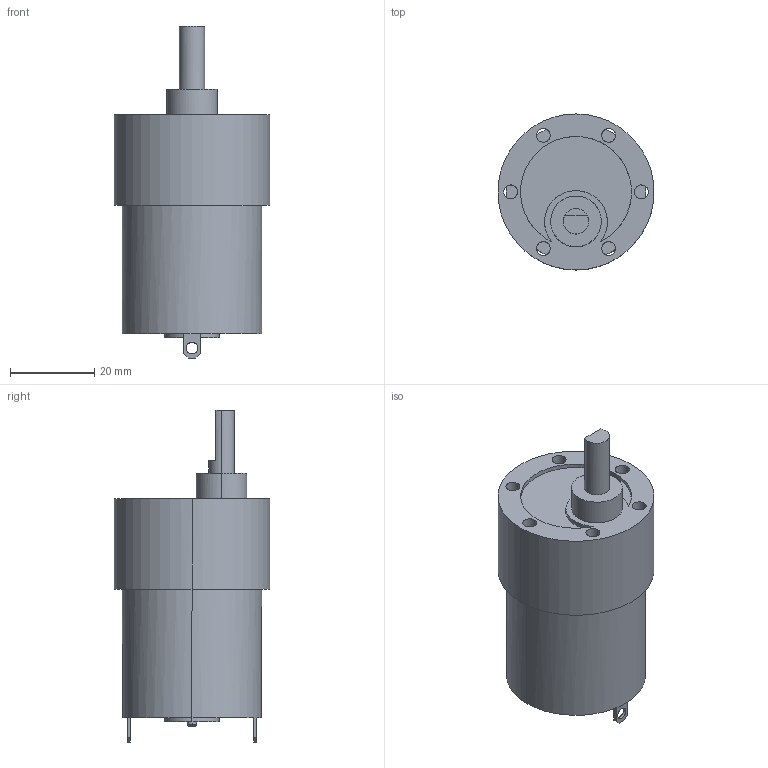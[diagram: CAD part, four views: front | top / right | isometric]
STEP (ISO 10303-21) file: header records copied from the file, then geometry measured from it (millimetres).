
FILE_DESCRIPTION (( 'STEP AP214' ), '1' );
FILE_NAME ('Titan-37mm-500rpm.stp', '2024-09-28T23:47:12', ( '' ), ( '' ), 'SwSTEP 2.0', 'SolidWorks 2024', '' );
FILE_SCHEMA (( 'AUTOMOTIVE_DESIGN' ));
Length unit declared in the file: millimetre
Products named in the file (1): Titan-37mm-500rpm
Bounding box: 37 x 37 x 78.75 mm (x, y, z)
Surface area: 10906.1 mm2 (no closed solid volume)
Topology: 0 solids, 4 shells, 67 faces, 173 edges, 112 vertices
Faces by surface type: cylinder 33, plane 32, torus 2
Entity records: 3314 total; most frequent: CARTESIAN_POINT 1923, ORIENTED_EDGE 338, EDGE_CURVE 173, DIRECTION 171, B_SPLINE_CURVE_WITH_KNOTS 140, VERTEX_POINT 112, EDGE_LOOP 85, AXIS2_PLACEMENT_3D 70
